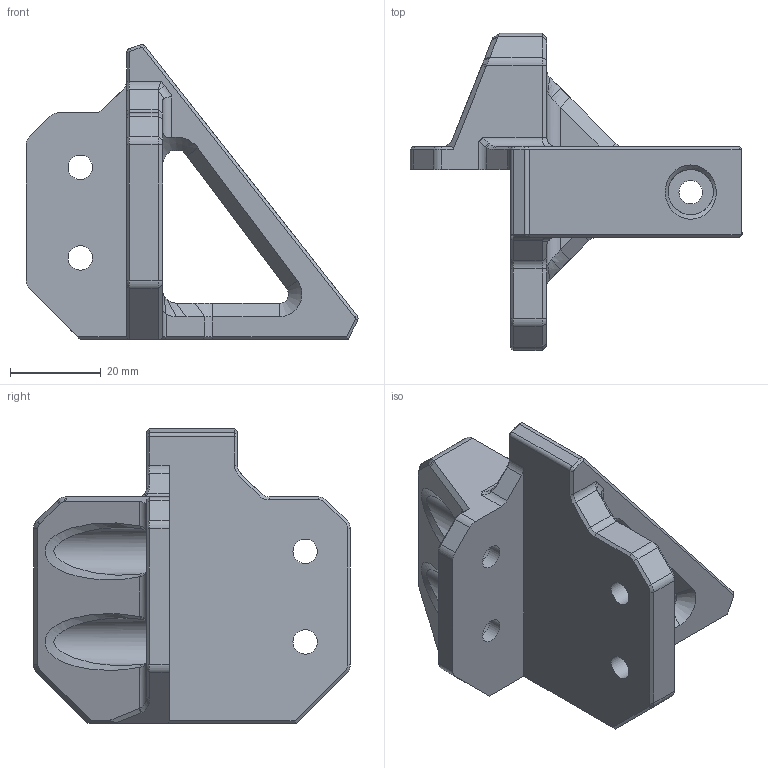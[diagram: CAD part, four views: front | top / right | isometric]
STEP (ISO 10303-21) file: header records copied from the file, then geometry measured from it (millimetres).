
FILE_DESCRIPTION(/* description */ (''),/* implementation_level */ '2;1');
FILE_NAME(/* name */ 'Tilt_Rear_Bracket.step',/* time_stamp */ '2024-03-26T06:21:38-07:00',/* author */ (''),/* organization */ (''),/* preprocessor_version */ 'ST-DEVELOPER v20',/* originating_system */ 'Autodesk Translation Framework v12.20.1.177',/* authorisation */ '');
FILE_SCHEMA (('AUTOMOTIVE_DESIGN { 1 0 10303 214 3 1 1 }'));
Length unit declared in the file: millimetre
Products named in the file (1): Rear_Tilt_Foot_Left
Bounding box: 73.32 x 70 x 65.1 mm (x, y, z)
Volume: 57566.4 mm3; surface area: 16831.1 mm2
Topology: 1 solids, 1 shells, 205 faces, 516 edges, 314 vertices
Faces by surface type: plane 83, cylinder 44, bspline 41, cone 37
Full cylindrical faces by diameter (mm): 5.2 x1, 5.4 x4, 6.45 x1, 10.6 x4
Entity records: 7476 total; most frequent: CARTESIAN_POINT 2799, ORIENTED_EDGE 1032, DIRECTION 845, EDGE_CURVE 516, VERTEX_POINT 314, LINE 307, VECTOR 307, AXIS2_PLACEMENT_3D 269
